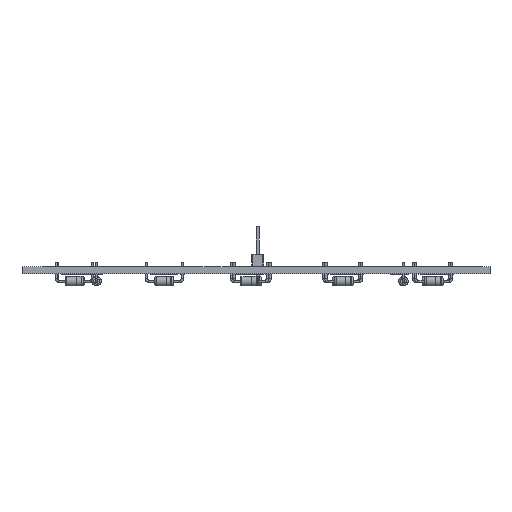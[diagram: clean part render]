
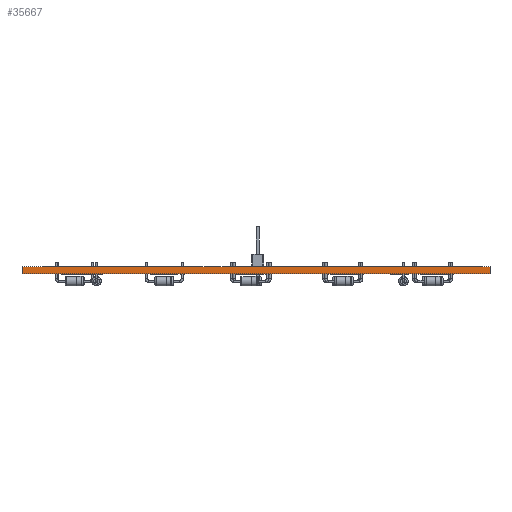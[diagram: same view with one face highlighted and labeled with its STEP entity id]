
A CAD part, front view. The second image highlights one B-rep face of the part: STEP entity #35667.
In plain terms, the highlighted planar face has unit normal (0, -1, 0).
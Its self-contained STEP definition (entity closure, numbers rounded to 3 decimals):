
#35667 = ADVANCED_FACE('',(#35668),#35702,.T.);
#35668 = FACE_BOUND('',#35669,.T.);
#35669 = EDGE_LOOP('',(#35670,#35680,#35688,#35696));
#35670 = ORIENTED_EDGE('',*,*,#35671,.T.);
#35671 = EDGE_CURVE('',#35672,#35674,#35676,.T.);
#35672 = VERTEX_POINT('',#35673);
#35673 = CARTESIAN_POINT('',(127.4,-120.7,0.));
#35674 = VERTEX_POINT('',#35675);
#35675 = CARTESIAN_POINT('',(127.4,-120.7,1.51));
#35676 = LINE('',#35677,#35678);
#35677 = CARTESIAN_POINT('',(127.4,-120.7,0.));
#35678 = VECTOR('',#35679,1.);
#35679 = DIRECTION('',(0.,0.,1.));
#35680 = ORIENTED_EDGE('',*,*,#35681,.T.);
#35681 = EDGE_CURVE('',#35674,#35682,#35684,.T.);
#35682 = VERTEX_POINT('',#35683);
#35683 = CARTESIAN_POINT('',(28.1,-120.7,1.51));
#35684 = LINE('',#35685,#35686);
#35685 = CARTESIAN_POINT('',(127.4,-120.7,1.51));
#35686 = VECTOR('',#35687,1.);
#35687 = DIRECTION('',(-1.,0.,0.));
#35688 = ORIENTED_EDGE('',*,*,#35689,.F.);
#35689 = EDGE_CURVE('',#35690,#35682,#35692,.T.);
#35690 = VERTEX_POINT('',#35691);
#35691 = CARTESIAN_POINT('',(28.1,-120.7,0.));
#35692 = LINE('',#35693,#35694);
#35693 = CARTESIAN_POINT('',(28.1,-120.7,0.));
#35694 = VECTOR('',#35695,1.);
#35695 = DIRECTION('',(0.,0.,1.));
#35696 = ORIENTED_EDGE('',*,*,#35697,.F.);
#35697 = EDGE_CURVE('',#35672,#35690,#35698,.T.);
#35698 = LINE('',#35699,#35700);
#35699 = CARTESIAN_POINT('',(127.4,-120.7,0.));
#35700 = VECTOR('',#35701,1.);
#35701 = DIRECTION('',(-1.,0.,0.));
#35702 = PLANE('',#35703);
#35703 = AXIS2_PLACEMENT_3D('',#35704,#35705,#35706);
#35704 = CARTESIAN_POINT('',(127.4,-120.7,0.));
#35705 = DIRECTION('',(0.,-1.,0.));
#35706 = DIRECTION('',(-1.,0.,0.));
